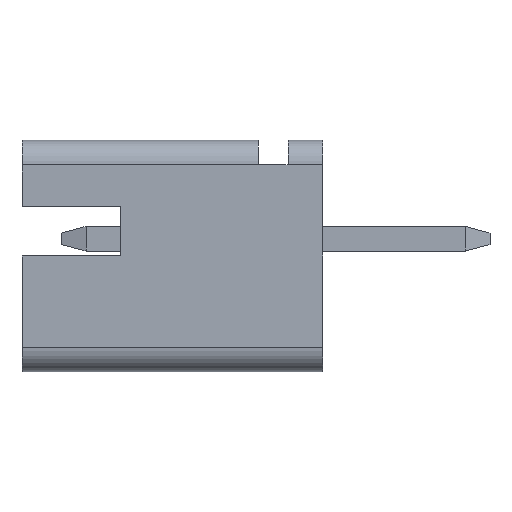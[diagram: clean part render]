
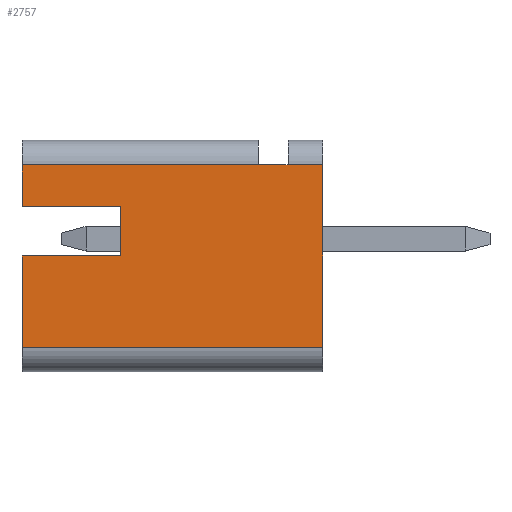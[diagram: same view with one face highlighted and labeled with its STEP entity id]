
A CAD part, left-side view. The second image highlights one B-rep face of the part: STEP entity #2757.
In plain terms, the highlighted planar face has unit normal (-1, 0, 0).
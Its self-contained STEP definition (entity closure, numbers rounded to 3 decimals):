
#64 = DIRECTION ( 'NONE',  ( 0., -1., 0. ) ) ;
#68 = VECTOR ( 'NONE', #574, 1000. ) ;
#83 = PLANE ( 'NONE',  #3259 ) ;
#110 = CARTESIAN_POINT ( 'NONE',  ( -2., 6.1, -2.2 ) ) ;
#139 = LINE ( 'NONE', #3597, #1261 ) ;
#261 = VERTEX_POINT ( 'NONE', #1809 ) ;
#275 = CARTESIAN_POINT ( 'NONE',  ( -2., 6.1, -0.35 ) ) ;
#288 = CARTESIAN_POINT ( 'NONE',  ( -2., 6.1, -0.35 ) ) ;
#574 = DIRECTION ( 'NONE',  ( 0., 0., 1. ) ) ;
#576 = CARTESIAN_POINT ( 'NONE',  ( -2., 0.7, 1.5 ) ) ;
#653 = EDGE_CURVE ( 'NONE', #3731, #1884, #2702, .T. ) ;
#710 = ORIENTED_EDGE ( 'NONE', *, *, #2846, .T. ) ;
#735 = ORIENTED_EDGE ( 'NONE', *, *, #1388, .F. ) ;
#858 = EDGE_CURVE ( 'NONE', #2313, #3189, #2859, .T. ) ;
#900 = FACE_OUTER_BOUND ( 'NONE', #3263, .T. ) ;
#948 = VERTEX_POINT ( 'NONE', #2349 ) ;
#960 = LINE ( 'NONE', #978, #2405 ) ;
#978 = CARTESIAN_POINT ( 'NONE',  ( -2., 0., 1.5 ) ) ;
#1006 = DIRECTION ( 'NONE',  ( 0., 0., 1. ) ) ;
#1028 = ORIENTED_EDGE ( 'NONE', *, *, #2656, .F. ) ;
#1049 = VERTEX_POINT ( 'NONE', #2423 ) ;
#1069 = ORIENTED_EDGE ( 'NONE', *, *, #2913, .F. ) ;
#1086 = EDGE_CURVE ( 'NONE', #2256, #948, #960, .T. ) ;
#1144 = VECTOR ( 'NONE', #1162, 1000. ) ;
#1162 = DIRECTION ( 'NONE',  ( 0., 0., 1. ) ) ;
#1261 = VECTOR ( 'NONE', #1006, 1000. ) ;
#1290 = CARTESIAN_POINT ( 'NONE',  ( -2., 6.1, 0.65 ) ) ;
#1334 = CARTESIAN_POINT ( 'NONE',  ( -2., 6.1, 0.65 ) ) ;
#1376 = ORIENTED_EDGE ( 'NONE', *, *, #2875, .T. ) ;
#1388 = EDGE_CURVE ( 'NONE', #3189, #1049, #1708, .T. ) ;
#1478 = CARTESIAN_POINT ( 'NONE',  ( -2., 0., 0. ) ) ;
#1479 = EDGE_CURVE ( 'NONE', #2256, #1575, #1761, .T. ) ;
#1507 = VECTOR ( 'NONE', #2058, 1000. ) ;
#1511 = LINE ( 'NONE', #3502, #1507 ) ;
#1575 = VERTEX_POINT ( 'NONE', #576 ) ;
#1604 = ORIENTED_EDGE ( 'NONE', *, *, #1086, .T. ) ;
#1708 = LINE ( 'NONE', #275, #3017 ) ;
#1761 = LINE ( 'NONE', #3186, #3562 ) ;
#1798 = DIRECTION ( 'NONE',  ( 0., 1., 0. ) ) ;
#1809 = CARTESIAN_POINT ( 'NONE',  ( -2., 0., 1.5 ) ) ;
#1810 = ORIENTED_EDGE ( 'NONE', *, *, #858, .F. ) ;
#1884 = VERTEX_POINT ( 'NONE', #1334 ) ;
#1984 = CARTESIAN_POINT ( 'NONE',  ( -2., 6.1, 2. ) ) ;
#2058 = DIRECTION ( 'NONE',  ( 0., 0., -1. ) ) ;
#2062 = LINE ( 'NONE', #2682, #2956 ) ;
#2104 = CARTESIAN_POINT ( 'NONE',  ( -2., 1.3, 1.5 ) ) ;
#2222 = VECTOR ( 'NONE', #3337, 1000. ) ;
#2253 = LINE ( 'NONE', #1984, #1144 ) ;
#2256 = VERTEX_POINT ( 'NONE', #2104 ) ;
#2294 = ORIENTED_EDGE ( 'NONE', *, *, #3217, .F. ) ;
#2313 = VERTEX_POINT ( 'NONE', #110 ) ;
#2316 = ORIENTED_EDGE ( 'NONE', *, *, #653, .F. ) ;
#2349 = CARTESIAN_POINT ( 'NONE',  ( -2., 6.1, 1.5 ) ) ;
#2405 = VECTOR ( 'NONE', #1798, 1000. ) ;
#2421 = ORIENTED_EDGE ( 'NONE', *, *, #1479, .F. ) ;
#2423 = CARTESIAN_POINT ( 'NONE',  ( -2., 4.1, -0.35 ) ) ;
#2458 = LINE ( 'NONE', #3029, #2222 ) ;
#2613 = DIRECTION ( 'NONE',  ( 0., -1., 0. ) ) ;
#2639 = CARTESIAN_POINT ( 'NONE',  ( -2., 4.1, 0.65 ) ) ;
#2656 = EDGE_CURVE ( 'NONE', #1884, #948, #2253, .T. ) ;
#2667 = DIRECTION ( 'NONE',  ( 1., 0., 0. ) ) ;
#2682 = CARTESIAN_POINT ( 'NONE',  ( -2., 0., -2.2 ) ) ;
#2702 = LINE ( 'NONE', #1290, #3463 ) ;
#2757 = ADVANCED_FACE ( 'NONE', ( #900 ), #83, .F. ) ;
#2846 = EDGE_CURVE ( 'NONE', #2313, #2954, #2062, .T. ) ;
#2859 = LINE ( 'NONE', #288, #68 ) ;
#2875 = EDGE_CURVE ( 'NONE', #261, #1575, #2458, .T. ) ;
#2913 = EDGE_CURVE ( 'NONE', #1049, #3731, #139, .T. ) ;
#2954 = VERTEX_POINT ( 'NONE', #3314 ) ;
#2956 = VECTOR ( 'NONE', #64, 1000. ) ;
#3017 = VECTOR ( 'NONE', #3473, 1000. ) ;
#3029 = CARTESIAN_POINT ( 'NONE',  ( -2., 0., 1.5 ) ) ;
#3183 = CARTESIAN_POINT ( 'NONE',  ( -2., 6.1, -0.35 ) ) ;
#3186 = CARTESIAN_POINT ( 'NONE',  ( -2., 1.3, 1.5 ) ) ;
#3189 = VERTEX_POINT ( 'NONE', #3183 ) ;
#3217 = EDGE_CURVE ( 'NONE', #261, #2954, #1511, .T. ) ;
#3259 = AXIS2_PLACEMENT_3D ( 'NONE', #1478, #2667, #3508 ) ;
#3263 = EDGE_LOOP ( 'NONE', ( #1810, #710, #2294, #1376, #2421, #1604, #1028, #2316, #1069, #735 ) ) ;
#3314 = CARTESIAN_POINT ( 'NONE',  ( -2., 0., -2.2 ) ) ;
#3337 = DIRECTION ( 'NONE',  ( 0., 1., 0. ) ) ;
#3463 = VECTOR ( 'NONE', #3600, 1000. ) ;
#3473 = DIRECTION ( 'NONE',  ( 0., -1., 0. ) ) ;
#3502 = CARTESIAN_POINT ( 'NONE',  ( -2., 0., 2. ) ) ;
#3508 = DIRECTION ( 'NONE',  ( 0., 0., -1. ) ) ;
#3562 = VECTOR ( 'NONE', #2613, 1000. ) ;
#3597 = CARTESIAN_POINT ( 'NONE',  ( -2., 4.1, 0.65 ) ) ;
#3600 = DIRECTION ( 'NONE',  ( 0., 1., 0. ) ) ;
#3731 = VERTEX_POINT ( 'NONE', #2639 ) ;
